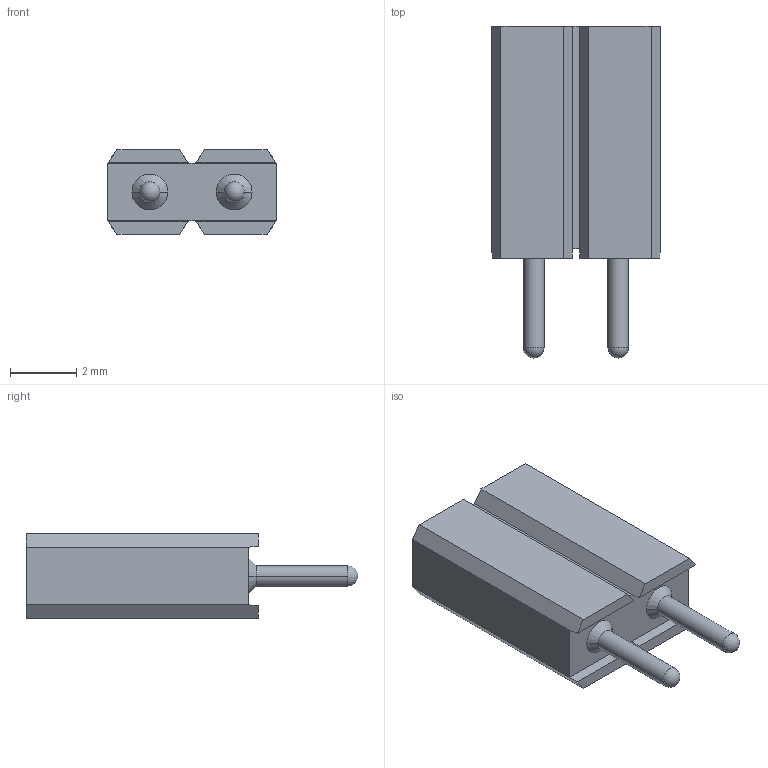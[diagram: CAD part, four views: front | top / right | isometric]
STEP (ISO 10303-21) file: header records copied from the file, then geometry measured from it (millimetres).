
FILE_DESCRIPTION(('STEP AP214'),'1');
FILE_NAME('pcb_connector_801-87-002-10-001101.stp','2020-04-09T10:04:19',('TraceParts'),('TraceParts S.A.'),'Spatial InterOp 3D',' ',' ');
FILE_SCHEMA(('AUTOMOTIVE_DESIGN { 1 0 10303 214 1 1 1 1 }'));
Length unit declared in the file: millimetre
Products named in the file (1): pcb_connector_801-87-002-10-001101
Bounding box: 5.08 x 10 x 2.54 mm (x, y, z)
Volume: 70.7 mm3; surface area: 214.7 mm2
Topology: 1 solids, 1 shells, 92 faces, 216 edges, 126 vertices
Faces by surface type: plane 30, cone 28, cylinder 24, torus 8, sphere 2
Entity records: 3312 total; most frequent: DIRECTION 486, CARTESIAN_POINT 427, ORIENTED_EDGE 416, EDGE_CURVE 208, AXIS2_PLACEMENT_3D 185, VERTEX_POINT 126, LINE 116, VECTOR 116
